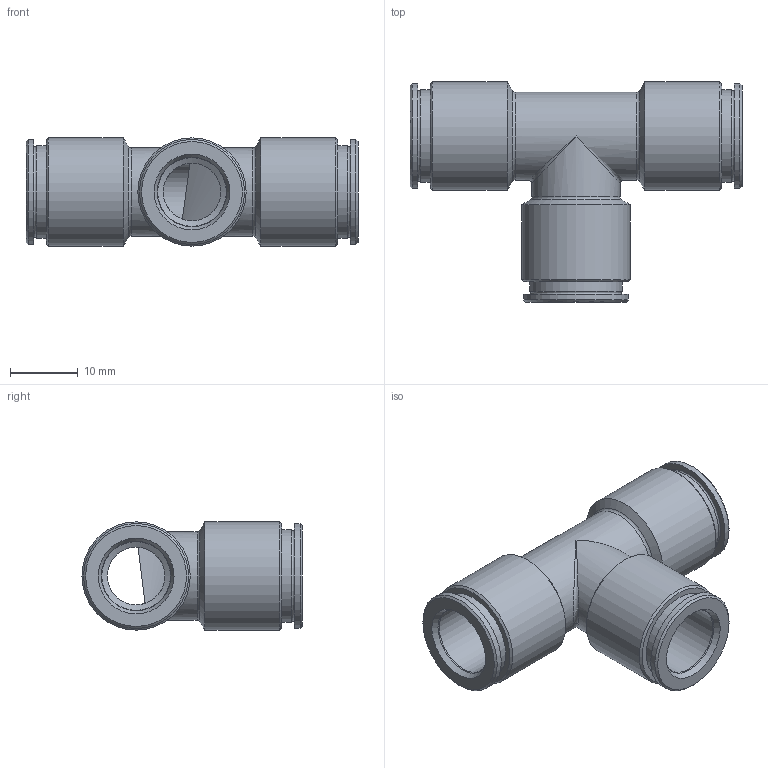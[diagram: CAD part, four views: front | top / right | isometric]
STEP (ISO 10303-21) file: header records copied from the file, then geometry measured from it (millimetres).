
FILE_DESCRIPTION( ( 'STEP AP214' ), '1' );
FILE_NAME( 'psolqas_13524_16.stp', '2020-12-01T17:18:23', ( 'License CC BY-ND 4.0' ), ( 'CADENAS' ), ' ', 'PARTsolutions', ' ' );
FILE_SCHEMA( ( 'AUTOMOTIVE_DESIGN { 1 0 10303 214 1 1 1 1 }' ) );
Length unit declared in the file: metre
Products named in the file (1): Rivoluzione2
Bounding box: 49.02 x 32.51 x 16 mm (x, y, z)
Volume: 6353.5 mm3; surface area: 5849.5 mm2
Topology: 1 solids, 1 shells, 51 faces, 111 edges, 63 vertices
Faces by surface type: cylinder 16, cone 15, torus 9, plane 9, bspline 2
Full cylindrical faces by diameter (mm): 8.5 x2, 10.15 x3, 13 x2, 13.65 x3, 15.5 x3, 16 x3
Entity records: 1726 total; most frequent: CARTESIAN_POINT 434, DIRECTION 196, ORIENTED_EDGE 108, EDGE_LOOP 102, AXIS2_PLACEMENT_3D 98, FACE_OUTER_BOUND 76, EDGE_CURVE 54, VERTEX_POINT 52
